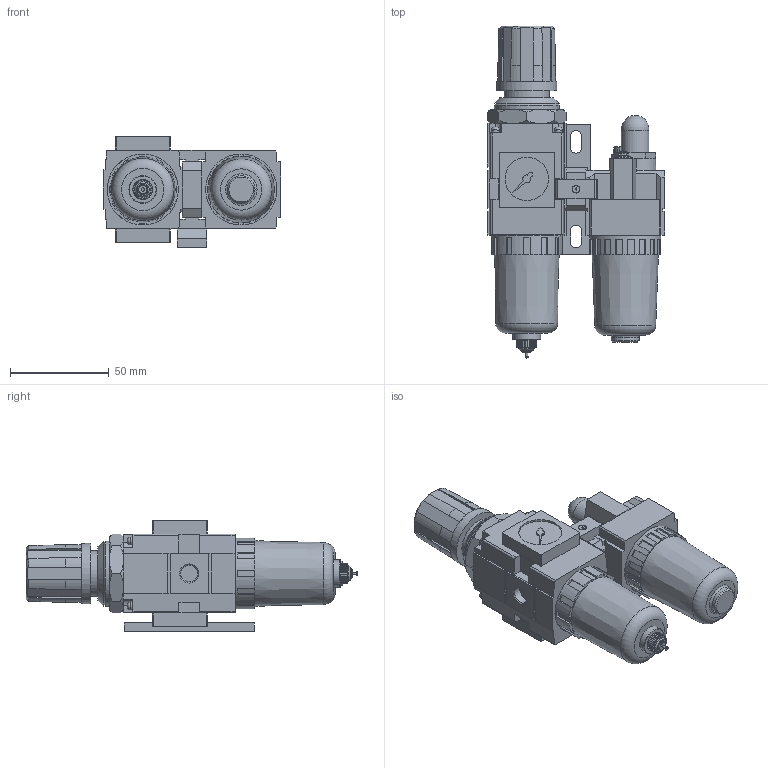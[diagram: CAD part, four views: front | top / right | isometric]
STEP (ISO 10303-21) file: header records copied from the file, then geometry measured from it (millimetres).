
FILE_DESCRIPTION(/* description */ ('STEP AP203'),/* implementation_level */ '2;1');
FILE_NAME(/* name */ 'EIC2010-012',/* time_stamp */ '2024-05-13T08:49:40+02:00',/* author */ ('License CC BY-ND 4.0'),/* organization */ ('CADENAS'),/* preprocessor_version */ 'ST-DEVELOPER v19.3',/* originating_system */ 'PARTsolutions',/* authorisation */ ' ');
FILE_SCHEMA (('CONFIG_CONTROL_DESIGN','AUTOMOTIVE_DESIGN { 1 0 10303 214 3 1 1 }','FEATURE_BASED_PROCESS_PLANNING','TECHNICAL_DATA_PACKAGING','INTEGRATED_CNC_SCHEMA','MODEL_BASED_INTEGRATED_MANUFACTURING_SCHEMA','PROCESS_PLANNING_SCHEMA','AP242_MANAGED_MODEL_BASED_3D_ENGINEERING_MIM_LF { 1 0 10303 442 3 1 4 }'));
Length unit declared in the file: millimetre
Products named in the file (5): EIC2010-012; EIC2010-012_dummy; EIW200-012(FR.L); T2000(FR-L); EIL2000-012(FR.L)
Assembly tree (4 placements, depth 2):
  EIC2010-012
    EIC2010-012_dummy
    EIW200-012(FR.L)
    T2000(FR-L)
    EIL2000-012(FR.L)
Bounding box: 90 x 168.5 x 56.5 mm (x, y, z)
Volume: 280182.2 mm3; surface area: 48838.5 mm2
Topology: 3 solids, 3 shells, 749 faces, 1968 edges, 1293 vertices
Faces by surface type: plane 604, cylinder 82, cone 54, torus 8, sphere 1
Full cylindrical faces by diameter (mm): 1.1 x1, 1.7 x1, 3.242 x4, 3.6 x1, 4 x5, 5 x1, 5.2 x1, 8 x1, 8.566 x4, 9 x1, 10 x2, 10.5 x1, 13.6 x2, 13.96 x1, 14 x4, 18 x2, 18.4 x2, 22 x1, 23 x1, 33 x1, 36 x2
Entity records: 25156 total; most frequent: CARTESIAN_POINT 4295, ORIENTED_EDGE 3728, DIRECTION 3613, EDGE_CURVE 1864, LINE 1369, VECTOR 1369, VERTEX_POINT 1268, AXIS2_PLACEMENT_3D 1122
